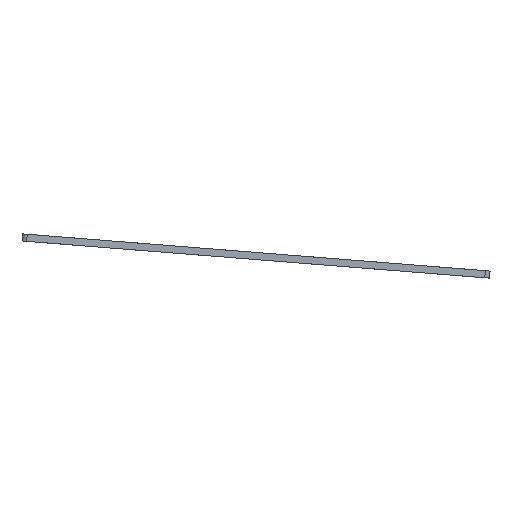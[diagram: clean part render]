
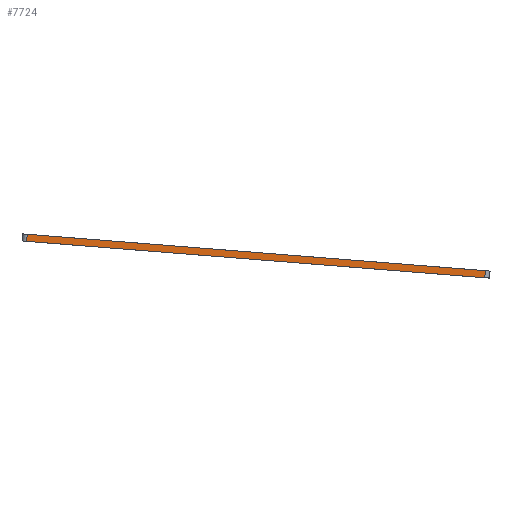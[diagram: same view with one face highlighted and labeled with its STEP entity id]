
A CAD part, left-side view. The second image highlights one B-rep face of the part: STEP entity #7724.
In plain terms, the highlighted planar face has unit normal (-1, 0, 0).
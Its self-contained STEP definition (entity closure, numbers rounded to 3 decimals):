
#121=PLANE('',#8305);
#358=FACE_OUTER_BOUND('',#790,.T.);
#790=EDGE_LOOP('',(#5631,#5632,#5633,#5634));
#1226=LINE('',#11223,#2078);
#1456=LINE('',#11998,#2308);
#1457=LINE('',#12001,#2309);
#1458=LINE('',#12002,#2310);
#2078=VECTOR('',#8908,1.);
#2308=VECTOR('',#9466,10.);
#2309=VECTOR('',#9469,1.);
#2310=VECTOR('',#9470,1.);
#3259=VERTEX_POINT('',#11220);
#3260=VERTEX_POINT('',#11222);
#3641=VERTEX_POINT('',#11996);
#3642=VERTEX_POINT('',#12000);
#4047=EDGE_CURVE('',#3259,#3260,#1226,.T.);
#4435=EDGE_CURVE('',#3260,#3641,#1456,.T.);
#4436=EDGE_CURVE('',#3259,#3642,#1457,.T.);
#4437=EDGE_CURVE('',#3642,#3641,#1458,.T.);
#5631=ORIENTED_EDGE('',*,*,#4435,.F.);
#5632=ORIENTED_EDGE('',*,*,#4047,.F.);
#5633=ORIENTED_EDGE('',*,*,#4436,.T.);
#5634=ORIENTED_EDGE('',*,*,#4437,.T.);
#7724=ADVANCED_FACE('',(#358),#121,.T.);
#8305=AXIS2_PLACEMENT_3D('',#11999,#9467,#9468);
#8908=DIRECTION('',(0.,1.,0.));
#9466=DIRECTION('',(0.,0.,1.));
#9467=DIRECTION('center_axis',(-1.,0.,0.));
#9468=DIRECTION('ref_axis',(0.,1.,0.));
#9469=DIRECTION('',(0.,0.,1.));
#9470=DIRECTION('',(0.,1.,0.));
#11220=CARTESIAN_POINT('',(-100.013,-47.816,5.19));
#11222=CARTESIAN_POINT('',(-100.013,50.197,5.19));
#11223=CARTESIAN_POINT('',(-100.013,-47.816,5.19));
#11996=CARTESIAN_POINT('',(-100.013,50.197,6.7));
#11998=CARTESIAN_POINT('',(-100.013,50.197,5.945));
#11999=CARTESIAN_POINT('Origin',(-100.013,-47.816,5.19));
#12000=CARTESIAN_POINT('',(-100.013,-47.816,6.7));
#12001=CARTESIAN_POINT('',(-100.013,-47.816,5.19));
#12002=CARTESIAN_POINT('',(-100.013,-47.816,6.7));
